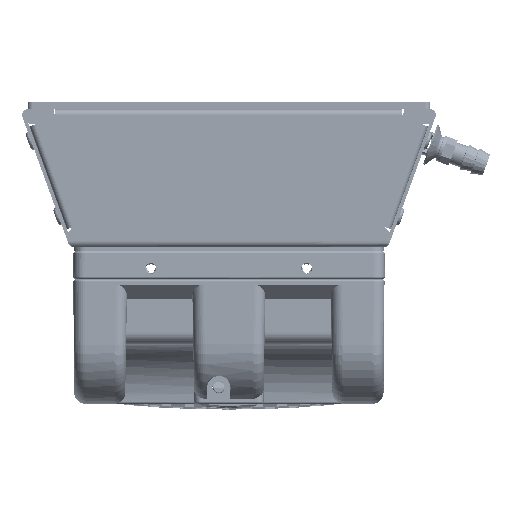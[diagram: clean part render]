
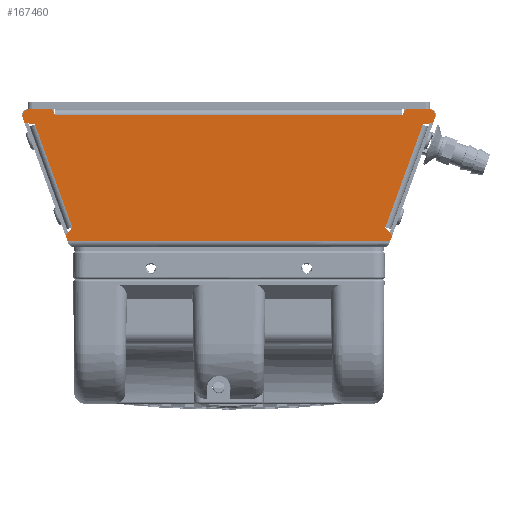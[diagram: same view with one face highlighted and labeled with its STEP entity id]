
A CAD part, left-side view. The second image highlights one B-rep face of the part: STEP entity #167460.
In plain terms, the highlighted face is planar.
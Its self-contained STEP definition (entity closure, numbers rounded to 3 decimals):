
#164173=DIRECTION('',(0.866,-0.5,0.));
#164174=VECTOR('',#164173,2.887);
#164175=CARTESIAN_POINT('',(57.3,-75.269,89.25));
#164176=LINE('',#164175,#164174);
#164177=CARTESIAN_POINT('',(56.879,-86.51,89.25));
#164178=DIRECTION('',(0.,0.,-1.));
#164179=DIRECTION('',(0.974,-0.228,0.));
#164180=AXIS2_PLACEMENT_3D('',#164177,#164178,#164179);
#164182=DIRECTION('',(-0.94,0.342,0.));
#164183=VECTOR('',#164182,2.037);
#164184=CARTESIAN_POINT('',(55.853,-89.329,89.25));
#164185=LINE('',#164184,#164183);
#164186=DIRECTION('',(-0.174,0.985,0.));
#164187=VECTOR('',#164186,4.619);
#164188=CARTESIAN_POINT('',(53.94,-88.632,89.25));
#164189=LINE('',#164188,#164187);
#164190=DIRECTION('',(-0.94,0.342,0.));
#164191=VECTOR('',#164190,47.431);
#164192=CARTESIAN_POINT('',(53.138,-84.084,89.25));
#164193=LINE('',#164192,#164191);
#164194=DIRECTION('',(-0.766,-0.643,0.));
#164195=VECTOR('',#164194,4.619);
#164196=CARTESIAN_POINT('',(8.567,-67.861,89.25));
#164197=LINE('',#164196,#164195);
#164198=DIRECTION('',(-0.94,0.342,
0.));
#164199=VECTOR('',#164198,2.691);
#164200=CARTESIAN_POINT('',(5.028,-70.83,89.25));
#164201=LINE('',#164200,#164199);
#164202=DIRECTION('',(0.94,0.342,0.));
#164203=VECTOR('',#164202,2.691);
#164204=CARTESIAN_POINT('',(2.5,69.91,89.25));
#164205=LINE('',#164204,#164203);
#164206=DIRECTION('',(0.766,-0.643,0.));
#164207=VECTOR('',#164206,4.619);
#164208=CARTESIAN_POINT('',(5.028,70.83,89.25));
#164209=LINE('',#164208,#164207);
#164210=DIRECTION('',(0.94,0.342,0.));
#164211=VECTOR('',#164210,47.431);
#164212=CARTESIAN_POINT('',(8.567,67.861,89.25));
#164213=LINE('',#164212,#164211);
#164214=DIRECTION('',(0.174,0.985,0.));
#164215=VECTOR('',#164214,4.619);
#164216=CARTESIAN_POINT('',(53.138,84.084,89.25));
#164217=LINE('',#164216,#164215);
#164218=DIRECTION('',(0.94,0.342,0.));
#164219=VECTOR('',#164218,2.037);
#164220=CARTESIAN_POINT('',(53.94,88.632,89.25));
#164221=LINE('',#164220,#164219);
#164222=CARTESIAN_POINT('',(56.879,86.51,89.25));
#164223=DIRECTION('',(0.,0.,-1.));
#164224=DIRECTION('',(-0.342,0.94,0.));
#164225=AXIS2_PLACEMENT_3D('',#164222,#164223,#164224);
#164227=DIRECTION('',(0.,-1.,0.));
#164228=VECTOR('',#164227,10.483);
#164229=CARTESIAN_POINT('',(59.8,87.195,89.25));
#164230=LINE('',#164229,#164228);
#164231=DIRECTION('',(-0.866,-0.5,0.));
#164232=VECTOR('',#164231,2.887);
#164233=CARTESIAN_POINT('',(59.8,76.713,89.25));
#164234=LINE('',#164233,#164232);
#164239=DIRECTION('',(0.,1.,0.));
#164240=VECTOR('',#164239,150.538);
#164241=CARTESIAN_POINT('',(57.3,-75.269,89.25));
#164242=LINE('',#164241,#164240);
#164707=DIRECTION('',(0.,-1.,0.));
#164708=VECTOR('',#164707,139.82);
#164709=CARTESIAN_POINT('',(2.5,69.91,89.25));
#164710=LINE('',#164709,#164708);
#165613=DIRECTION('',(0.,1.,0.));
#165614=VECTOR('',#165613,10.483);
#165615=CARTESIAN_POINT('',(59.8,-87.195,89.25));
#165616=LINE('',#165615,#165614);
#166709=CARTESIAN_POINT('',(57.3,-75.269,89.25));
#166710=CARTESIAN_POINT('',(57.3,75.269,89.25));
#166711=VERTEX_POINT('',#166709);
#166712=VERTEX_POINT('',#166710);
#166713=CARTESIAN_POINT('',(59.8,-76.713,89.25));
#166714=VERTEX_POINT('',#166713);
#166715=CARTESIAN_POINT('',(59.8,-87.195,89.25));
#166716=VERTEX_POINT('',#166715);
#166717=CARTESIAN_POINT('',(55.853,-89.329,89.25));
#166718=VERTEX_POINT('',#166717);
#166719=CARTESIAN_POINT('',(53.94,-88.632,89.25));
#166720=VERTEX_POINT('',#166719);
#166721=CARTESIAN_POINT('',(53.138,-84.084,89.25));
#166722=VERTEX_POINT('',#166721);
#166723=CARTESIAN_POINT('',(8.567,-67.861,89.25));
#166724=VERTEX_POINT('',#166723);
#166725=CARTESIAN_POINT('',(5.028,-70.83,89.25));
#166726=VERTEX_POINT('',#166725);
#166727=CARTESIAN_POINT('',(2.5,-69.91,89.25));
#166728=VERTEX_POINT('',#166727);
#166729=CARTESIAN_POINT('',(2.5,69.91,89.25));
#166730=VERTEX_POINT('',#166729);
#166731=CARTESIAN_POINT('',(5.028,70.83,89.25));
#166732=VERTEX_POINT('',#166731);
#166733=CARTESIAN_POINT('',(8.567,67.861,89.25));
#166734=VERTEX_POINT('',#166733);
#166735=CARTESIAN_POINT('',(53.138,84.084,89.25));
#166736=VERTEX_POINT('',#166735);
#166737=CARTESIAN_POINT('',(53.94,88.632,89.25));
#166738=VERTEX_POINT('',#166737);
#166739=CARTESIAN_POINT('',(55.853,89.329,89.25));
#166740=VERTEX_POINT('',#166739);
#166741=CARTESIAN_POINT('',(59.8,87.195,89.25));
#166742=VERTEX_POINT('',#166741);
#166743=CARTESIAN_POINT('',(59.8,76.713,89.25));
#166744=VERTEX_POINT('',#166743);
#167417=CARTESIAN_POINT('',(0.,0.,89.25));
#167418=DIRECTION('',(0.,0.,1.));
#167419=DIRECTION('',(1.,0.,0.));
#167420=AXIS2_PLACEMENT_3D('',#167417,#167418,#167419);
#167421=PLANE('',#167420);
#167423=ORIENTED_EDGE('',*,*,#167422,.F.);
#167425=ORIENTED_EDGE('',*,*,#167424,.T.);
#167427=ORIENTED_EDGE('',*,*,#167426,.F.);
#167429=ORIENTED_EDGE('',*,*,#167428,.T.);
#167431=ORIENTED_EDGE('',*,*,#167430,.T.);
#167433=ORIENTED_EDGE('',*,*,#167432,.T.);
#167435=ORIENTED_EDGE('',*,*,#167434,.T.);
#167437=ORIENTED_EDGE('',*,*,#167436,.T.);
#167439=ORIENTED_EDGE('',*,*,#167438,.T.);
#167441=ORIENTED_EDGE('',*,*,#167440,.F.);
#167443=ORIENTED_EDGE('',*,*,#167442,.T.);
#167445=ORIENTED_EDGE('',*,*,#167444,.T.);
#167447=ORIENTED_EDGE('',*,*,#167446,.T.);
#167449=ORIENTED_EDGE('',*,*,#167448,.T.);
#167451=ORIENTED_EDGE('',*,*,#167450,.T.);
#167453=ORIENTED_EDGE('',*,*,#167452,.T.);
#167455=ORIENTED_EDGE('',*,*,#167454,.T.);
#167457=ORIENTED_EDGE('',*,*,#167456,.T.);
#167458=EDGE_LOOP('',(#167423,#167425,#167427,#167429,#167431,#167433,#167435,
#167437,#167439,#167441,#167443,#167445,#167447,#167449,#167451,#167453,#167455,
#167457));
#167459=FACE_OUTER_BOUND('',#167458,.F.);
#167460=ADVANCED_FACE('',(#167459),#167421,.T.);
#164181=CIRCLE('',#164180,3.);
#164226=CIRCLE('',#164225,3.);
#167422=EDGE_CURVE('',#166711,#166712,#164242,.T.);
#167424=EDGE_CURVE('',#166711,#166714,#164176,.T.);
#167426=EDGE_CURVE('',#166716,#166714,#165616,.T.);
#167428=EDGE_CURVE('',#166716,#166718,#164181,.T.);
#167430=EDGE_CURVE('',#166718,#166720,#164185,.T.);
#167432=EDGE_CURVE('',#166720,#166722,#164189,.T.);
#167434=EDGE_CURVE('',#166722,#166724,#164193,.T.);
#167436=EDGE_CURVE('',#166724,#166726,#164197,.T.);
#167438=EDGE_CURVE('',#166726,#166728,#164201,.T.);
#167440=EDGE_CURVE('',#166730,#166728,#164710,.T.);
#167442=EDGE_CURVE('',#166730,#166732,#164205,.T.);
#167444=EDGE_CURVE('',#166732,#166734,#164209,.T.);
#167446=EDGE_CURVE('',#166734,#166736,#164213,.T.);
#167448=EDGE_CURVE('',#166736,#166738,#164217,.T.);
#167450=EDGE_CURVE('',#166738,#166740,#164221,.T.);
#167452=EDGE_CURVE('',#166740,#166742,#164226,.T.);
#167454=EDGE_CURVE('',#166742,#166744,#164230,.T.);
#167456=EDGE_CURVE('',#166744,#166712,#164234,.T.);
